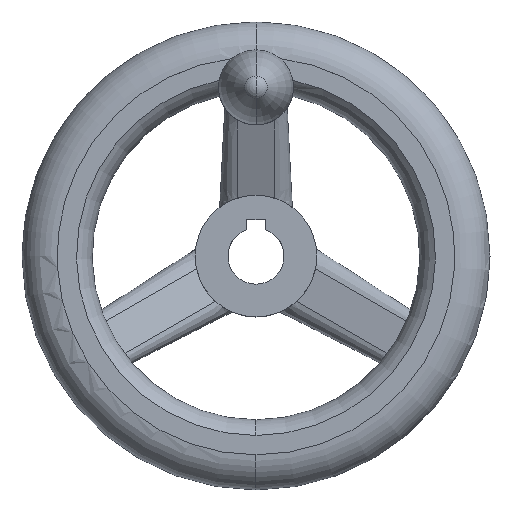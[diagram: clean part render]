
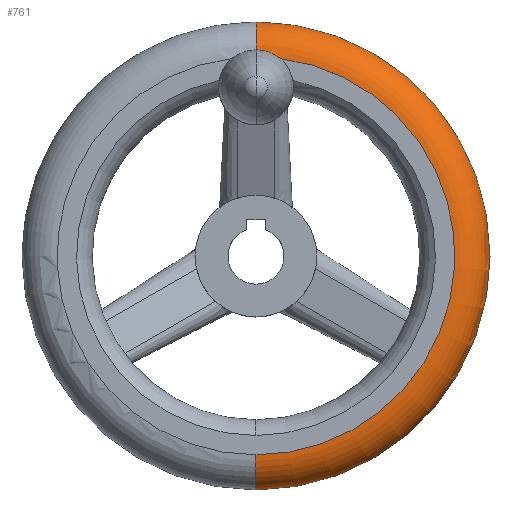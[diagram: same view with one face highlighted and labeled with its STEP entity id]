
A CAD part, top view. The second image highlights one B-rep face of the part: STEP entity #761.
In plain terms, the highlighted toroidal (fillet/blend) face has major radius 42.5 mm and minor radius 7.5 mm.
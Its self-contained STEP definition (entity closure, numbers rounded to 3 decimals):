
#365=EDGE_CURVE('',#663,#455,#891,.T.);
#373=EDGE_CURVE('',#455,#387,#901,.T.);
#387=VERTEX_POINT('',#917);
#403=EDGE_CURVE('',#493,#669,#935,.T.);
#455=VERTEX_POINT('',#992);
#493=VERTEX_POINT('',#1034);
#513=EDGE_CURVE('',#387,#493,#1055,.T.);
#653=EDGE_CURVE('',#669,#663,#1216,.T.);
#663=VERTEX_POINT('',#1226);
#669=VERTEX_POINT('',#1232);
#761=ADVANCED_FACE('',(#1330),#1331,.T.);
#891=CIRCLE('',#1648,7.5);
#901=CIRCLE('',#1660,42.5);
#917=CARTESIAN_POINT('',(5.058,42.198,33.));
#935=CIRCLE('',#1701,7.5);
#992=CARTESIAN_POINT('',(0.,42.5,33.0));
#1034=CARTESIAN_POINT('',(0.,-42.5,33.0));
#1055=CIRCLE('',#2045,42.5);
#1216=CIRCLE('',#2332,50.0);
#1226=CARTESIAN_POINT('',(0.,50.,25.5));
#1232=CARTESIAN_POINT('',(0.,-50.0,25.5));
#1330=FACE_OUTER_BOUND('',#2502,.T.);
#1331=TOROIDAL_SURFACE('',#2503,42.5,7.5);
#1648=AXIS2_PLACEMENT_3D('',#2642,#2643,#2644);
#1660=AXIS2_PLACEMENT_3D('',#2664,#2665,#2666);
#1701=AXIS2_PLACEMENT_3D('',#2713,#2714,#2715);
#2045=AXIS2_PLACEMENT_3D('',#2830,#2831,#2832);
#2332=AXIS2_PLACEMENT_3D('',#3069,#3070,#3071);
#2502=EDGE_LOOP('',(#3180,#3181,#3182,#3183,#3184));
#2503=AXIS2_PLACEMENT_3D('',#3185,#3186,#3187);
#2642=CARTESIAN_POINT('',(0.,42.5,25.5));
#2643=DIRECTION('',(1.0,0.,0.));
#2644=DIRECTION('',(0.,1.0,0.));
#2664=CARTESIAN_POINT('',(0.,0.,33.0));
#2665=DIRECTION('',(0.,0.,-1.0));
#2666=DIRECTION('',(0.,1.0,0.));
#2713=CARTESIAN_POINT('',(0.,-42.5,25.5));
#2714=DIRECTION('',(1.0,0.,0.));
#2715=DIRECTION('',(0.,-1.0,0.));
#2830=CARTESIAN_POINT('',(0.,0.,33.0));
#2831=DIRECTION('',(0.,0.,-1.0));
#2832=DIRECTION('',(0.,1.0,0.));
#3069=CARTESIAN_POINT('',(0.,0.,25.5));
#3070=DIRECTION('',(0.,0.,1.0));
#3071=DIRECTION('',(1.0,0.0,0.));
#3180=ORIENTED_EDGE('',*,*,#653,.T.);
#3181=ORIENTED_EDGE('',*,*,#365,.T.);
#3182=ORIENTED_EDGE('',*,*,#373,.T.);
#3183=ORIENTED_EDGE('',*,*,#513,.T.);
#3184=ORIENTED_EDGE('',*,*,#403,.T.);
#3185=CARTESIAN_POINT('',(0.,0.,25.5));
#3186=DIRECTION('',(0.,0.,1.0));
#3187=DIRECTION('',(0.,1.0,0.0));
